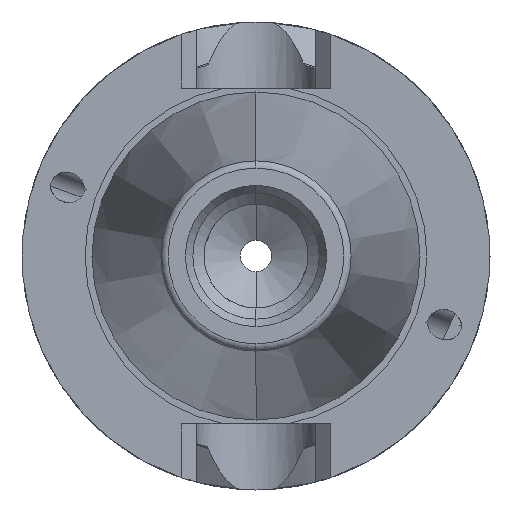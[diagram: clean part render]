
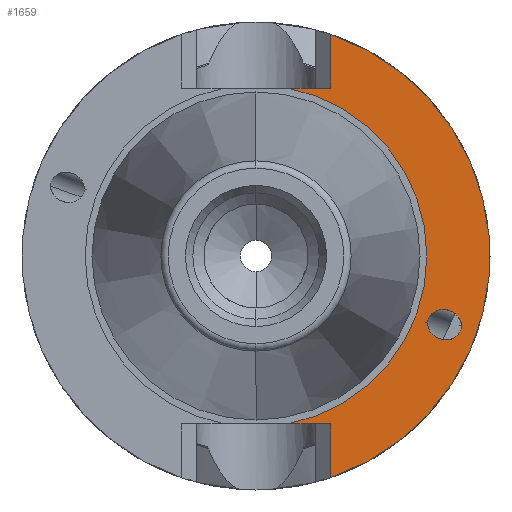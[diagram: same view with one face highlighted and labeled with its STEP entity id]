
A CAD part, left-side view. The second image highlights one B-rep face of the part: STEP entity #1659.
In plain terms, the highlighted planar face has unit normal (-1, 0, 0).
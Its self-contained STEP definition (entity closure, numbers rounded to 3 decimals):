
#34 = CARTESIAN_POINT ( 'NONE',  ( 1., -10.05, -29.854 ) ) ;
#93 = CARTESIAN_POINT ( 'NONE',  ( 1., -24.452, -6.772 ) ) ;
#317 = DIRECTION ( 'NONE',  ( -1., 0., 0. ) ) ;
#334 = VECTOR ( 'NONE', #2629, 1000. ) ;
#388 = CARTESIAN_POINT ( 'NONE',  ( 1., -24.688, -11.114 ) ) ;
#677 = VERTEX_POINT ( 'NONE', #4883 ) ;
#678 =( BOUNDED_CURVE ( )  B_SPLINE_CURVE ( 3, ( #3899, #93, #4465, #1217 ),
 .UNSPECIFIED., .F., .T. ) 
 B_SPLINE_CURVE_WITH_KNOTS ( ( 4, 4 ),
 ( 1.571, 3.447 ),
 .UNSPECIFIED. ) 
 CURVE ( )  GEOMETRIC_REPRESENTATION_ITEM ( )  RATIONAL_B_SPLINE_CURVE ( ( 1., 0.728, 0.728, 1. ) ) 
 REPRESENTATION_ITEM ( '' )  );
#721 = DIRECTION ( 'NONE',  ( 1., 0., 0. ) ) ;
#747 = ORIENTED_EDGE ( 'NONE', *, *, #4592, .F. ) ;
#809 = CARTESIAN_POINT ( 'NONE',  ( 1., -27.327, -7.818 ) ) ;
#924 = CARTESIAN_POINT ( 'NONE',  ( 1., -25.959, -11.577 ) ) ;
#1127 = CARTESIAN_POINT ( 'NONE',  ( 1., -24.688, -11.114 ) ) ;
#1217 = CARTESIAN_POINT ( 'NONE',  ( 1., -23.096, -9.046 ) ) ;
#1258 = PLANE ( 'NONE',  #6604 ) ;
#1510 =( BOUNDED_CURVE ( )  B_SPLINE_CURVE ( 3, ( #388, #924, #2074, #5868 ),
 .UNSPECIFIED., .F., .F. ) 
 B_SPLINE_CURVE_WITH_KNOTS ( ( 4, 4 ),
 ( 4.712, 6.283 ),
 .UNSPECIFIED. ) 
 CURVE ( )  GEOMETRIC_REPRESENTATION_ITEM ( )  RATIONAL_B_SPLINE_CURVE ( ( 1., 0.805, 0.805, 1. ) ) 
 REPRESENTATION_ITEM ( '' )  );
#1522 = AXIS2_PLACEMENT_3D ( 'NONE', #3583, #317, #4113 ) ;
#1567 = AXIS2_PLACEMENT_3D ( 'NONE', #5648, #2406, #6203 ) ;
#1659 = ADVANCED_FACE ( 'NONE', ( #2116, #6271 ), #1258, .F. ) ;
#1914 = LINE ( 'NONE', #3194, #3381 ) ;
#2004 = CARTESIAN_POINT ( 'NONE',  ( 1., -26.056, -7.355 ) ) ;
#2061 = CARTESIAN_POINT ( 'NONE',  ( 1., -10.05, 0. ) ) ;
#2074 = CARTESIAN_POINT ( 'NONE',  ( 1., -27.141, -11.125 ) ) ;
#2114 = EDGE_CURVE ( 'NONE', #5409, #6277, #678, .T. ) ;
#2116 = FACE_BOUND ( 'NONE', #5431, .T. ) ;
#2193 = CARTESIAN_POINT ( 'NONE',  ( 1., -24.688, -11.114 ) ) ;
#2335 = EDGE_CURVE ( 'NONE', #4505, #5072, #4668, .T. ) ;
#2354 = CARTESIAN_POINT ( 'NONE',  ( 1., -27.542, -10.024 ) ) ;
#2406 = DIRECTION ( 'NONE',  ( -1., 0., 0. ) ) ;
#2421 = VECTOR ( 'NONE', #6849, 1000. ) ;
#2629 = DIRECTION ( 'NONE',  ( 0., 0., -1. ) ) ;
#2634 = VERTEX_POINT ( 'NONE', #2645 ) ;
#2645 = CARTESIAN_POINT ( 'NONE',  ( 1., -10.05, 22.6 ) ) ;
#2715 = ORIENTED_EDGE ( 'NONE', *, *, #6682, .F. ) ;
#2991 = CARTESIAN_POINT ( 'NONE',  ( 1., -27.943, -8.923 ) ) ;
#3051 = CARTESIAN_POINT ( 'NONE',  ( 1., -8.05, -22.6 ) ) ;
#3109 = ORIENTED_EDGE ( 'NONE', *, *, #4158, .T. ) ;
#3194 = CARTESIAN_POINT ( 'NONE',  ( 1., -10.05, 0. ) ) ;
#3381 = VECTOR ( 'NONE', #6446, 1000. ) ;
#3583 = CARTESIAN_POINT ( 'NONE',  ( 1., 0., 0. ) ) ;
#3635 = ORIENTED_EDGE ( 'NONE', *, *, #5355, .F. ) ;
#3742 = EDGE_CURVE ( 'NONE', #4712, #5409, #4664, .T. ) ;
#3811 = CARTESIAN_POINT ( 'NONE',  ( 1., -4.271, -22.6 ) ) ;
#3851 = ORIENTED_EDGE ( 'NONE', *, *, #3742, .F. ) ;
#3899 = CARTESIAN_POINT ( 'NONE',  ( 1., -26.056, -7.355 ) ) ;
#3923 = DIRECTION ( 'NONE',  ( 0., -1., 0. ) ) ;
#3990 = CARTESIAN_POINT ( 'NONE',  ( 1., 0., 0. ) ) ;
#4014 = CIRCLE ( 'NONE', #1522, 31.5 ) ;
#4113 = DIRECTION ( 'NONE',  ( 0., 0., 1. ) ) ;
#4158 = EDGE_CURVE ( 'NONE', #677, #2634, #1914, .T. ) ;
#4385 = CARTESIAN_POINT ( 'NONE',  ( 1., -23.705, -10.756 ) ) ;
#4465 = CARTESIAN_POINT ( 'NONE',  ( 1., -23.096, -7.546 ) ) ;
#4505 = VERTEX_POINT ( 'NONE', #6960 ) ;
#4530 = DIRECTION ( 'NONE',  ( 0., 0., -1. ) ) ;
#4560 = VERTEX_POINT ( 'NONE', #3811 ) ;
#4592 = EDGE_CURVE ( 'NONE', #6277, #6350, #6824, .T. ) ;
#4619 = CARTESIAN_POINT ( 'NONE',  ( 1., -26.056, -7.355 ) ) ;
#4664 =( BOUNDED_CURVE ( )  B_SPLINE_CURVE ( 3, ( #6245, #2991, #809, #4619 ),
 .UNSPECIFIED., .F., .F. ) 
 B_SPLINE_CURVE_WITH_KNOTS ( ( 4, 4 ),
 ( 0., 1.571 ),
 .UNSPECIFIED. ) 
 CURVE ( )  GEOMETRIC_REPRESENTATION_ITEM ( )  RATIONAL_B_SPLINE_CURVE ( ( 1., 0.805, 0.805, 1. ) ) 
 REPRESENTATION_ITEM ( '' )  );
#4668 = LINE ( 'NONE', #2061, #334 ) ;
#4712 = VERTEX_POINT ( 'NONE', #2354 ) ;
#4883 = CARTESIAN_POINT ( 'NONE',  ( 1., -10.05, 29.854 ) ) ;
#4989 = ORIENTED_EDGE ( 'NONE', *, *, #6882, .T. ) ;
#5020 = CARTESIAN_POINT ( 'NONE',  ( 1., -8.05, 22.6 ) ) ;
#5072 = VERTEX_POINT ( 'NONE', #34 ) ;
#5151 = ORIENTED_EDGE ( 'NONE', *, *, #6787, .F. ) ;
#5159 = VERTEX_POINT ( 'NONE', #6098 ) ;
#5280 = VECTOR ( 'NONE', #3923, 1000. ) ;
#5286 = LINE ( 'NONE', #3051, #2421 ) ;
#5355 = EDGE_CURVE ( 'NONE', #4505, #4560, #5286, .T. ) ;
#5409 = VERTEX_POINT ( 'NONE', #2004 ) ;
#5424 = ORIENTED_EDGE ( 'NONE', *, *, #2114, .F. ) ;
#5431 = EDGE_LOOP ( 'NONE', ( #6646, #747, #5424, #3851 ) ) ;
#5648 = CARTESIAN_POINT ( 'NONE',  ( 1., 0., 0. ) ) ;
#5868 = CARTESIAN_POINT ( 'NONE',  ( 1., -27.542, -10.024 ) ) ;
#6007 = CARTESIAN_POINT ( 'NONE',  ( 1., -23.096, -9.046 ) ) ;
#6098 = CARTESIAN_POINT ( 'NONE',  ( 1., -4.271, 22.6 ) ) ;
#6203 = DIRECTION ( 'NONE',  ( 0., 0., 1. ) ) ;
#6245 = CARTESIAN_POINT ( 'NONE',  ( 1., -27.542, -10.024 ) ) ;
#6271 = FACE_OUTER_BOUND ( 'NONE', #6754, .T. ) ;
#6277 = VERTEX_POINT ( 'NONE', #7023 ) ;
#6350 = VERTEX_POINT ( 'NONE', #2193 ) ;
#6420 = EDGE_CURVE ( 'NONE', #6350, #4712, #1510, .T. ) ;
#6446 = DIRECTION ( 'NONE',  ( 0., 0., -1. ) ) ;
#6558 = CARTESIAN_POINT ( 'NONE',  ( 1., -23.096, -9.965 ) ) ;
#6604 = AXIS2_PLACEMENT_3D ( 'NONE', #3990, #721, #4530 ) ;
#6630 = ORIENTED_EDGE ( 'NONE', *, *, #2335, .T. ) ;
#6646 = ORIENTED_EDGE ( 'NONE', *, *, #6420, .F. ) ;
#6682 = EDGE_CURVE ( 'NONE', #5159, #2634, #6755, .T. ) ;
#6754 = EDGE_LOOP ( 'NONE', ( #5151, #3635, #6630, #4989, #3109, #2715 ) ) ;
#6755 = LINE ( 'NONE', #5020, #5280 ) ;
#6787 = EDGE_CURVE ( 'NONE', #4560, #5159, #6833, .T. ) ;
#6824 =( BOUNDED_CURVE ( )  B_SPLINE_CURVE ( 3, ( #6007, #6558, #4385, #1127 ),
 .UNSPECIFIED., .F., .F. ) 
 B_SPLINE_CURVE_WITH_KNOTS ( ( 4, 4 ),
 ( 3.447, 4.712 ),
 .UNSPECIFIED. ) 
 CURVE ( )  GEOMETRIC_REPRESENTATION_ITEM ( )  RATIONAL_B_SPLINE_CURVE ( ( 1., 0.871, 0.871, 1. ) ) 
 REPRESENTATION_ITEM ( '' )  );
#6833 = CIRCLE ( 'NONE', #1567, 23. ) ;
#6849 = DIRECTION ( 'NONE',  ( 0., 1., 0. ) ) ;
#6882 = EDGE_CURVE ( 'NONE', #5072, #677, #4014, .T. ) ;
#6960 = CARTESIAN_POINT ( 'NONE',  ( 1., -10.05, -22.6 ) ) ;
#7023 = CARTESIAN_POINT ( 'NONE',  ( 1., -23.096, -9.046 ) ) ;
